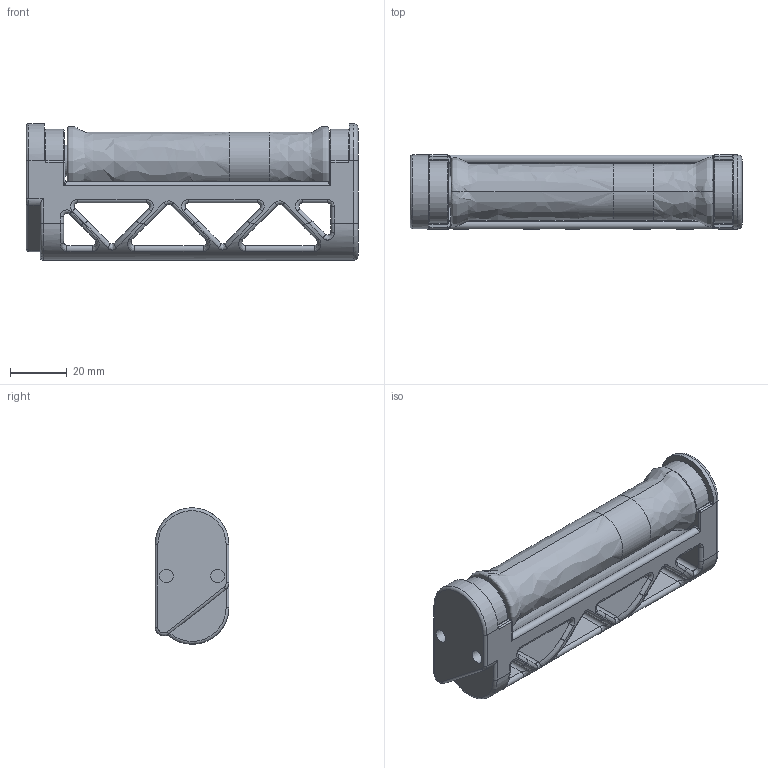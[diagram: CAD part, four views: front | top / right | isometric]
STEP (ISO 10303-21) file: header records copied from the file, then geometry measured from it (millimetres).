
FILE_DESCRIPTION(/* description */ (''),/* implementation_level */ '2;1');
FILE_NAME(/* name */ 'Filament holder with 608 bearings.step',/* time_stamp */ '2021-07-02T00:02:36+02:00',/* author */ (''),/* organization */ (''),/* preprocessor_version */ 'ST-DEVELOPER v18.1',/* originating_system */ 'Autodesk Translation Framework v10.9.0.1377',/* authorisation */ '');
FILE_SCHEMA (('AUTOMOTIVE_DESIGN { 1 0 10303 214 3 1 1 }'));
Length unit declared in the file: millimetre
Products named in the file (4): FillerGuideSource; 5972K91; ReelSTEP_1of4 v4; BearinPinSTEP_2of4 v2
Assembly tree (4 placements, depth 2):
  FillerGuideSource
    5972K91  x2
    ReelSTEP_1of4 v4
    BearinPinSTEP_2of4 v2
Bounding box: 116.75 x 26 x 48 mm (x, y, z)
Volume: 70954.6 mm3; surface area: 36095.8 mm2
Topology: 31 solids, 31 shells, 308 faces, 764 edges, 456 vertices
Faces by surface type: cylinder 109, bspline 58, plane 57, torus 48, sphere 28, cone 8
Full cylindrical faces by diameter (mm): 4.8 x2, 8 x2, 10.991 x2, 11.011 x1, 13 x2, 13.681 x4, 16.319 x4, 22 x2
Entity records: 11691 total; most frequent: CARTESIAN_POINT 5171, DIRECTION 1365, ORIENTED_EDGE 1336, EDGE_CURVE 668, AXIS2_PLACEMENT_3D 573, VERTEX_POINT 414, CIRCLE 298, EDGE_LOOP 288
